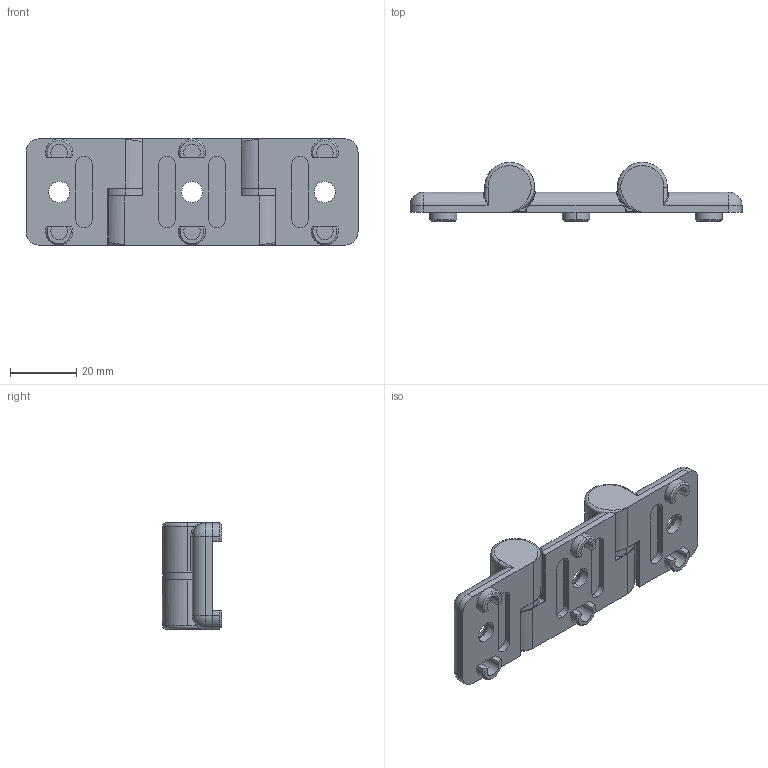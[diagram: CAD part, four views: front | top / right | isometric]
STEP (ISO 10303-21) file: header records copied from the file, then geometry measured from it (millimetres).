
FILE_DESCRIPTION (( 'STEP AP214' ), '1' );
FILE_NAME ('095020d.STEP', '2014-08-14T06:31:54', ( '' ), ( '' ), 'SwSTEP 2.0', 'SolidWorks 2014', '' );
FILE_SCHEMA (( 'AUTOMOTIVE_DESIGN' ));
Length unit declared in the file: millimetre
Products named in the file (6): 095020-01; 095020-02e; 095020RR; 095020LR; 095020dr; 095020d
Assembly tree (7 placements, depth 2):
  095020d
    095020dr
    095020LR
    095020RR
    095020-02e  x2
    095020-01  x2
Bounding box: 100 x 17.8 x 32 mm (x, y, z)
Volume: 23098.5 mm3; surface area: 14037.7 mm2
Topology: 7 solids, 7 shells, 268 faces, 653 edges, 397 vertices
Faces by surface type: cylinder 123, plane 84, cone 27, torus 18, bspline 12, sphere 4
Entity records: 8727 total; most frequent: CARTESIAN_POINT 2679, DIRECTION 1270, ORIENTED_EDGE 1198, EDGE_CURVE 599, AXIS2_PLACEMENT_3D 497, VERTEX_POINT 371, LINE 276, VECTOR 276
